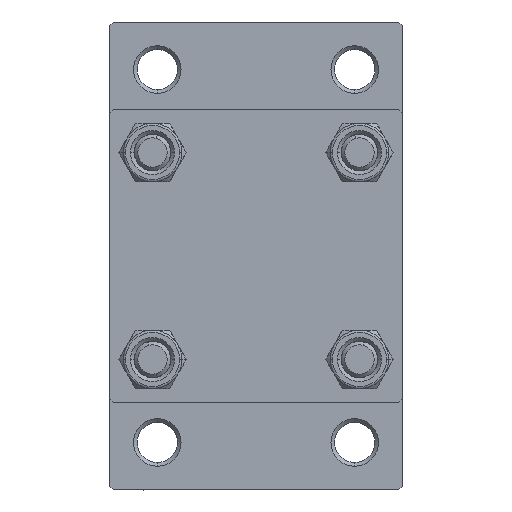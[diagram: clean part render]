
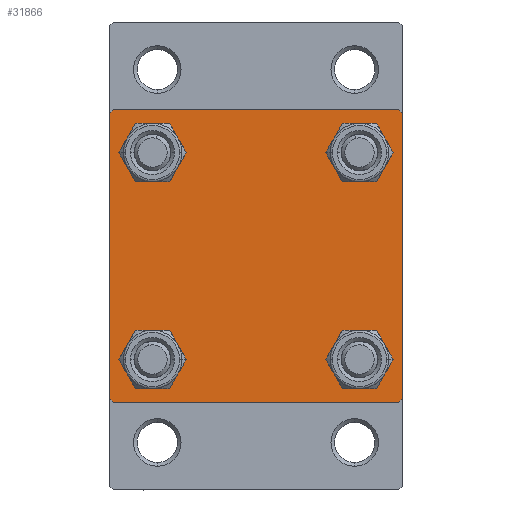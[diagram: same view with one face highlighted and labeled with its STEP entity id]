
A CAD part, left-side view. The second image highlights one B-rep face of the part: STEP entity #31866.
In plain terms, the highlighted planar face has unit normal (-1, 0, 0).
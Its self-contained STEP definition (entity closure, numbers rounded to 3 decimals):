
#99 = CIRCLE ( 'NONE', #32070, 3. ) ;
#268 = CARTESIAN_POINT ( 'NONE',  ( 0., -14.15, 17.15 ) ) ;
#696 = EDGE_CURVE ( 'NONE', #23760, #1350, #31067, .T. ) ;
#869 = VECTOR ( 'NONE', #20460, 1000. ) ;
#883 = CARTESIAN_POINT ( 'NONE',  ( 0., -14.15, -11.15 ) ) ;
#1124 = CARTESIAN_POINT ( 'NONE',  ( 0., -19.75, -19.75 ) ) ;
#1350 = VERTEX_POINT ( 'NONE', #13466 ) ;
#1923 = CIRCLE ( 'NONE', #35385, 3. ) ;
#2201 = CARTESIAN_POINT ( 'NONE',  ( 0., 14.15, -14.15 ) ) ;
#2629 = ORIENTED_EDGE ( 'NONE', *, *, #19165, .T. ) ;
#2730 = DIRECTION ( 'NONE',  ( 1., 0., 0. ) ) ;
#2761 = VERTEX_POINT ( 'NONE', #3789 ) ;
#2941 = FACE_OUTER_BOUND ( 'NONE', #5449, .T. ) ;
#3007 = CARTESIAN_POINT ( 'NONE',  ( 0., 14.15, 14.15 ) ) ;
#3769 = LINE ( 'NONE', #18315, #6079 ) ;
#3789 = CARTESIAN_POINT ( 'NONE',  ( 0., -19.5, 20. ) ) ;
#3876 = CARTESIAN_POINT ( 'NONE',  ( 0., 14.15, 11.15 ) ) ;
#3898 = ORIENTED_EDGE ( 'NONE', *, *, #25929, .T. ) ;
#5449 = EDGE_LOOP ( 'NONE', ( #8126, #18632, #25853, #9314, #37373, #7674, #8991, #13837 ) ) ;
#5736 = VECTOR ( 'NONE', #23052, 1000. ) ;
#5817 = DIRECTION ( 'NONE',  ( 0., -0.707, -0.707 ) ) ;
#6079 = VECTOR ( 'NONE', #28572, 1000. ) ;
#6295 = CARTESIAN_POINT ( 'NONE',  ( 0., 14.15, -14.15 ) ) ;
#6303 = LINE ( 'NONE', #16793, #14864 ) ;
#6811 = DIRECTION ( 'NONE',  ( 0., 0., 1. ) ) ;
#6850 = CARTESIAN_POINT ( 'NONE',  ( 0., -14.15, 14.15 ) ) ;
#7447 = EDGE_LOOP ( 'NONE', ( #25968, #36158 ) ) ;
#7654 = VERTEX_POINT ( 'NONE', #3876 ) ;
#7674 = ORIENTED_EDGE ( 'NONE', *, *, #28136, .T. ) ;
#8126 = ORIENTED_EDGE ( 'NONE', *, *, #42054, .T. ) ;
#8689 = CARTESIAN_POINT ( 'NONE',  ( 0., -20., 20. ) ) ;
#8991 = ORIENTED_EDGE ( 'NONE', *, *, #11824, .F. ) ;
#9314 = ORIENTED_EDGE ( 'NONE', *, *, #27565, .T. ) ;
#10129 = VERTEX_POINT ( 'NONE', #22315 ) ;
#11824 = EDGE_CURVE ( 'NONE', #27902, #2761, #3769, .T. ) ;
#11889 = ORIENTED_EDGE ( 'NONE', *, *, #44189, .T. ) ;
#12156 = EDGE_CURVE ( 'NONE', #27902, #41168, #32774, .T. ) ;
#12544 = VERTEX_POINT ( 'NONE', #38146 ) ;
#13414 = AXIS2_PLACEMENT_3D ( 'NONE', #26915, #34039, #15723 ) ;
#13466 = CARTESIAN_POINT ( 'NONE',  ( 0., -20., -19.5 ) ) ;
#13673 = DIRECTION ( 'NONE',  ( 0., 0., 1. ) ) ;
#13837 = ORIENTED_EDGE ( 'NONE', *, *, #12156, .T. ) ;
#14318 = CARTESIAN_POINT ( 'NONE',  ( 0., -19.5, -20. ) ) ;
#14443 = EDGE_CURVE ( 'NONE', #12544, #26605, #99, .T. ) ;
#14864 = VECTOR ( 'NONE', #46060, 1000. ) ;
#15723 = DIRECTION ( 'NONE',  ( 0., 0., 1. ) ) ;
#16242 = VECTOR ( 'NONE', #5817, 1000. ) ;
#16304 = CARTESIAN_POINT ( 'NONE',  ( 0., 14.15, 17.15 ) ) ;
#16658 = CARTESIAN_POINT ( 'NONE',  ( 0., 19.5, -20. ) ) ;
#16793 = CARTESIAN_POINT ( 'NONE',  ( 0., -19.75, 19.75 ) ) ;
#16827 = ORIENTED_EDGE ( 'NONE', *, *, #26807, .T. ) ;
#17002 = VECTOR ( 'NONE', #27032, 1000. ) ;
#17482 = PLANE ( 'NONE',  #39968 ) ;
#18181 = DIRECTION ( 'NONE',  ( -1., 0., 0. ) ) ;
#18315 = CARTESIAN_POINT ( 'NONE',  ( 0., 20., 20. ) ) ;
#18345 = ORIENTED_EDGE ( 'NONE', *, *, #44059, .T. ) ;
#18605 = CIRCLE ( 'NONE', #26208, 3. ) ;
#18632 = ORIENTED_EDGE ( 'NONE', *, *, #44117, .T. ) ;
#18795 = LINE ( 'NONE', #30202, #19201 ) ;
#19091 = LINE ( 'NONE', #41209, #869 ) ;
#19165 = EDGE_CURVE ( 'NONE', #37934, #41580, #43460, .T. ) ;
#19201 = VECTOR ( 'NONE', #26628, 1000. ) ;
#19866 = DIRECTION ( 'NONE',  ( 1., 0., 0. ) ) ;
#20460 = DIRECTION ( 'NONE',  ( 0., -1., 0. ) ) ;
#20580 = VECTOR ( 'NONE', #32082, 1000. ) ;
#20815 = CIRCLE ( 'NONE', #27649, 3. ) ;
#21058 = FACE_BOUND ( 'NONE', #7447, .T. ) ;
#21124 = DIRECTION ( 'NONE',  ( 1., 0., 0. ) ) ;
#22275 = VERTEX_POINT ( 'NONE', #14318 ) ;
#22315 = CARTESIAN_POINT ( 'NONE',  ( 0., 20., -19.5 ) ) ;
#22950 = AXIS2_PLACEMENT_3D ( 'NONE', #6850, #47073, #35907 ) ;
#23052 = DIRECTION ( 'NONE',  ( 0., -0.707, 0.707 ) ) ;
#23760 = VERTEX_POINT ( 'NONE', #36341 ) ;
#23806 = ORIENTED_EDGE ( 'NONE', *, *, #30667, .T. ) ;
#24037 = CARTESIAN_POINT ( 'NONE',  ( 0., -14.15, 11.15 ) ) ;
#25568 = FACE_BOUND ( 'NONE', #27409, .T. ) ;
#25739 = EDGE_LOOP ( 'NONE', ( #23806, #11889 ) ) ;
#25853 = ORIENTED_EDGE ( 'NONE', *, *, #36830, .T. ) ;
#25929 = EDGE_CURVE ( 'NONE', #41580, #37934, #18605, .T. ) ;
#25968 = ORIENTED_EDGE ( 'NONE', *, *, #29966, .T. ) ;
#26208 = AXIS2_PLACEMENT_3D ( 'NONE', #27464, #41494, #30315 ) ;
#26605 = VERTEX_POINT ( 'NONE', #883 ) ;
#26628 = DIRECTION ( 'NONE',  ( 0., 0., -1. ) ) ;
#26807 = EDGE_CURVE ( 'NONE', #27019, #7654, #39906, .T. ) ;
#26915 = CARTESIAN_POINT ( 'NONE',  ( 0., -14.15, -14.15 ) ) ;
#27019 = VERTEX_POINT ( 'NONE', #16304 ) ;
#27032 = DIRECTION ( 'NONE',  ( 0., 0., -1. ) ) ;
#27409 = EDGE_LOOP ( 'NONE', ( #3898, #2629 ) ) ;
#27464 = CARTESIAN_POINT ( 'NONE',  ( 0., -14.15, 14.15 ) ) ;
#27565 = EDGE_CURVE ( 'NONE', #22275, #1350, #33755, .T. ) ;
#27649 = AXIS2_PLACEMENT_3D ( 'NONE', #6295, #19866, #31066 ) ;
#27902 = VERTEX_POINT ( 'NONE', #33236 ) ;
#28136 = EDGE_CURVE ( 'NONE', #23760, #2761, #6303, .T. ) ;
#28572 = DIRECTION ( 'NONE',  ( 0., -1., 0. ) ) ;
#28673 = FACE_BOUND ( 'NONE', #25739, .T. ) ;
#28912 = VERTEX_POINT ( 'NONE', #16658 ) ;
#29966 = EDGE_CURVE ( 'NONE', #26605, #12544, #33903, .T. ) ;
#30202 = CARTESIAN_POINT ( 'NONE',  ( 0., 20., 20. ) ) ;
#30315 = DIRECTION ( 'NONE',  ( 0., 0., 1. ) ) ;
#30667 = EDGE_CURVE ( 'NONE', #34667, #34725, #1923, .T. ) ;
#30808 = DIRECTION ( 'NONE',  ( 0., 0., 1. ) ) ;
#31066 = DIRECTION ( 'NONE',  ( 0., 0., 1. ) ) ;
#31067 = LINE ( 'NONE', #8689, #17002 ) ;
#31746 = DIRECTION ( 'NONE',  ( 1., 0., 0. ) ) ;
#31866 = ADVANCED_FACE ( 'NONE', ( #25568, #21058, #28673, #46966, #2941 ), #17482, .T. ) ;
#32070 = AXIS2_PLACEMENT_3D ( 'NONE', #37222, #34364, #30808 ) ;
#32082 = DIRECTION ( 'NONE',  ( 0., 0.707, -0.707 ) ) ;
#32774 = LINE ( 'NONE', #35646, #20580 ) ;
#33236 = CARTESIAN_POINT ( 'NONE',  ( 0., 19.5, 20. ) ) ;
#33755 = LINE ( 'NONE', #1124, #5736 ) ;
#33903 = CIRCLE ( 'NONE', #13414, 3. ) ;
#34039 = DIRECTION ( 'NONE',  ( 1., 0., 0. ) ) ;
#34058 = CARTESIAN_POINT ( 'NONE',  ( 0., 14.15, -17.15 ) ) ;
#34364 = DIRECTION ( 'NONE',  ( 1., 0., 0. ) ) ;
#34667 = VERTEX_POINT ( 'NONE', #42153 ) ;
#34725 = VERTEX_POINT ( 'NONE', #34058 ) ;
#35348 = CARTESIAN_POINT ( 'NONE',  ( 0., 14.15, 14.15 ) ) ;
#35385 = AXIS2_PLACEMENT_3D ( 'NONE', #2201, #31746, #46006 ) ;
#35646 = CARTESIAN_POINT ( 'NONE',  ( 0., 19.75, 19.75 ) ) ;
#35907 = DIRECTION ( 'NONE',  ( 0., 0., 1. ) ) ;
#36158 = ORIENTED_EDGE ( 'NONE', *, *, #14443, .T. ) ;
#36341 = CARTESIAN_POINT ( 'NONE',  ( 0., -20., 19.5 ) ) ;
#36830 = EDGE_CURVE ( 'NONE', #28912, #22275, #19091, .T. ) ;
#37222 = CARTESIAN_POINT ( 'NONE',  ( 0., -14.15, -14.15 ) ) ;
#37373 = ORIENTED_EDGE ( 'NONE', *, *, #696, .F. ) ;
#37934 = VERTEX_POINT ( 'NONE', #24037 ) ;
#38146 = CARTESIAN_POINT ( 'NONE',  ( 0., -14.15, -17.15 ) ) ;
#39906 = CIRCLE ( 'NONE', #41403, 3. ) ;
#39968 = AXIS2_PLACEMENT_3D ( 'NONE', #40073, #18181, #13673 ) ;
#40073 = CARTESIAN_POINT ( 'NONE',  ( 0., 0., 0. ) ) ;
#41168 = VERTEX_POINT ( 'NONE', #43714 ) ;
#41209 = CARTESIAN_POINT ( 'NONE',  ( 0., 20., -20. ) ) ;
#41403 = AXIS2_PLACEMENT_3D ( 'NONE', #3007, #21124, #6811 ) ;
#41494 = DIRECTION ( 'NONE',  ( 1., 0., 0. ) ) ;
#41580 = VERTEX_POINT ( 'NONE', #268 ) ;
#42054 = EDGE_CURVE ( 'NONE', #41168, #10129, #18795, .T. ) ;
#42153 = CARTESIAN_POINT ( 'NONE',  ( 0., 14.15, -11.15 ) ) ;
#42826 = CIRCLE ( 'NONE', #42862, 3. ) ;
#42862 = AXIS2_PLACEMENT_3D ( 'NONE', #35348, #2730, #45556 ) ;
#43460 = CIRCLE ( 'NONE', #22950, 3. ) ;
#43714 = CARTESIAN_POINT ( 'NONE',  ( 0., 20., 19.5 ) ) ;
#44059 = EDGE_CURVE ( 'NONE', #7654, #27019, #42826, .T. ) ;
#44117 = EDGE_CURVE ( 'NONE', #10129, #28912, #46053, .T. ) ;
#44189 = EDGE_CURVE ( 'NONE', #34725, #34667, #20815, .T. ) ;
#44194 = EDGE_LOOP ( 'NONE', ( #16827, #18345 ) ) ;
#45325 = CARTESIAN_POINT ( 'NONE',  ( 0., 19.75, -19.75 ) ) ;
#45556 = DIRECTION ( 'NONE',  ( 0., 0., 1. ) ) ;
#46006 = DIRECTION ( 'NONE',  ( 0., 0., 1. ) ) ;
#46053 = LINE ( 'NONE', #45325, #16242 ) ;
#46060 = DIRECTION ( 'NONE',  ( 0., 0.707, 0.707 ) ) ;
#46966 = FACE_BOUND ( 'NONE', #44194, .T. ) ;
#47073 = DIRECTION ( 'NONE',  ( 1., 0., 0. ) ) ;
